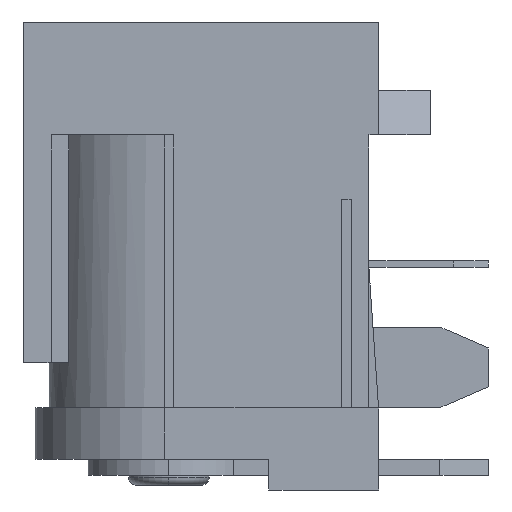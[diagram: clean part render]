
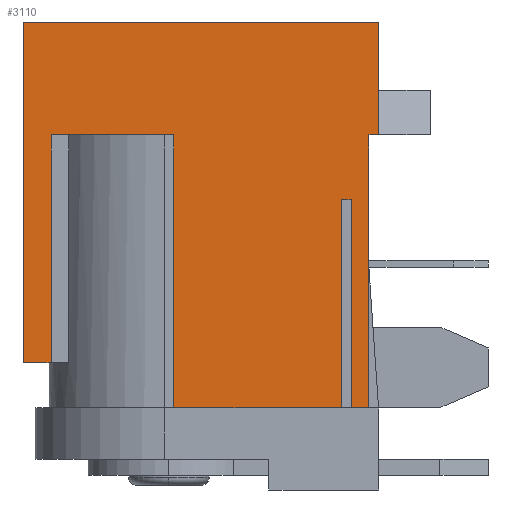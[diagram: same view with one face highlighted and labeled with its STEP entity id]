
A CAD part, left-side view. The second image highlights one B-rep face of the part: STEP entity #3110.
In plain terms, the highlighted planar face has unit normal (-1, 0, 0).
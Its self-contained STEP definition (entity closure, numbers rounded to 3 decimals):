
#173 = VECTOR ( 'NONE', #3699, 1000. ) ;
#224 = DIRECTION ( 'NONE',  ( 0., 0., 1. ) ) ;
#273 = EDGE_CURVE ( 'NONE', #2340, #5108, #4411, .T. ) ;
#326 = VECTOR ( 'NONE', #5230, 1000. ) ;
#354 = DIRECTION ( 'NONE',  ( 0., 0., -1. ) ) ;
#364 = ORIENTED_EDGE ( 'NONE', *, *, #2552, .F. ) ;
#407 = VECTOR ( 'NONE', #1002, 1000. ) ;
#411 = VERTEX_POINT ( 'NONE', #2883 ) ;
#493 = EDGE_CURVE ( 'NONE', #2376, #515, #3060, .T. ) ;
#515 = VERTEX_POINT ( 'NONE', #5746 ) ;
#720 = CARTESIAN_POINT ( 'NONE',  ( -4.5, 0.85, -11.95 ) ) ;
#730 = EDGE_CURVE ( 'NONE', #4919, #4125, #3814, .T. ) ;
#751 = CARTESIAN_POINT ( 'NONE',  ( -4.5, 11., 0. ) ) ;
#774 = VECTOR ( 'NONE', #843, 1000. ) ;
#843 = DIRECTION ( 'NONE',  ( 0., -1., 0. ) ) ;
#851 = VECTOR ( 'NONE', #1601, 1000. ) ;
#871 = VERTEX_POINT ( 'NONE', #4450 ) ;
#1002 = DIRECTION ( 'NONE',  ( 0., -1., 0. ) ) ;
#1021 = LINE ( 'NONE', #2004, #1580 ) ;
#1025 = PLANE ( 'NONE',  #2504 ) ;
#1027 = CARTESIAN_POINT ( 'NONE',  ( -4.5, 11., -10.55 ) ) ;
#1123 = CARTESIAN_POINT ( 'NONE',  ( -4.5, 0.85, -11.95 ) ) ;
#1165 = CARTESIAN_POINT ( 'NONE',  ( -4.5, 0.85, -5.5 ) ) ;
#1180 = LINE ( 'NONE', #5424, #407 ) ;
#1232 = LINE ( 'NONE', #2155, #326 ) ;
#1264 = CARTESIAN_POINT ( 'NONE',  ( -4.5, 6.35, 9.005 ) ) ;
#1346 = LINE ( 'NONE', #5032, #173 ) ;
#1385 = ORIENTED_EDGE ( 'NONE', *, *, #730, .F. ) ;
#1404 = ORIENTED_EDGE ( 'NONE', *, *, #5134, .F. ) ;
#1482 = DIRECTION ( 'NONE',  ( -1., 0., 0. ) ) ;
#1492 = EDGE_CURVE ( 'NONE', #5108, #4863, #5142, .T. ) ;
#1518 = ORIENTED_EDGE ( 'NONE', *, *, #493, .T. ) ;
#1580 = VECTOR ( 'NONE', #2497, 1000. ) ;
#1601 = DIRECTION ( 'NONE',  ( 0., -1., 0. ) ) ;
#1737 = ORIENTED_EDGE ( 'NONE', *, *, #1492, .F. ) ;
#1819 = VECTOR ( 'NONE', #2638, 1000. ) ;
#1993 = LINE ( 'NONE', #2823, #4883 ) ;
#2004 = CARTESIAN_POINT ( 'NONE',  ( -4.5, 0., -3.5 ) ) ;
#2039 = LINE ( 'NONE', #4161, #851 ) ;
#2071 = EDGE_CURVE ( 'NONE', #4863, #515, #1232, .T. ) ;
#2151 = ORIENTED_EDGE ( 'NONE', *, *, #3199, .F. ) ;
#2155 = CARTESIAN_POINT ( 'NONE',  ( -4.5, 0., 0. ) ) ;
#2195 = ORIENTED_EDGE ( 'NONE', *, *, #3523, .T. ) ;
#2235 = CARTESIAN_POINT ( 'NONE',  ( -4.5, 11., -11.95 ) ) ;
#2340 = VERTEX_POINT ( 'NONE', #5384 ) ;
#2368 = DIRECTION ( 'NONE',  ( 0., 0., -1. ) ) ;
#2376 = VERTEX_POINT ( 'NONE', #4498 ) ;
#2425 = LINE ( 'NONE', #1264, #3798 ) ;
#2441 = EDGE_CURVE ( 'NONE', #411, #4564, #1180, .T. ) ;
#2471 = CARTESIAN_POINT ( 'NONE',  ( -4.5, 6.35, -3.5 ) ) ;
#2497 = DIRECTION ( 'NONE',  ( 0., -1., 0. ) ) ;
#2504 = AXIS2_PLACEMENT_3D ( 'NONE', #4526, #1482, #3245 ) ;
#2515 = ORIENTED_EDGE ( 'NONE', *, *, #4819, .T. ) ;
#2552 = EDGE_CURVE ( 'NONE', #871, #4564, #3791, .T. ) ;
#2574 = CARTESIAN_POINT ( 'NONE',  ( -4.5, 0.3, 9.005 ) ) ;
#2638 = DIRECTION ( 'NONE',  ( 0., 0., 1. ) ) ;
#2641 = VECTOR ( 'NONE', #2735, 1000. ) ;
#2677 = CARTESIAN_POINT ( 'NONE',  ( -4.5, 0.3, -3.5 ) ) ;
#2707 = ORIENTED_EDGE ( 'NONE', *, *, #5100, .F. ) ;
#2735 = DIRECTION ( 'NONE',  ( 0., 1., 0. ) ) ;
#2823 = CARTESIAN_POINT ( 'NONE',  ( -4.5, 10.15, 9.005 ) ) ;
#2824 = EDGE_CURVE ( 'NONE', #4919, #2376, #1021, .T. ) ;
#2878 = LINE ( 'NONE', #720, #3083 ) ;
#2883 = CARTESIAN_POINT ( 'NONE',  ( -4.5, 6.35, -11.95 ) ) ;
#2965 = VECTOR ( 'NONE', #2368, 1000. ) ;
#3060 = LINE ( 'NONE', #4027, #5207 ) ;
#3083 = VECTOR ( 'NONE', #224, 1000. ) ;
#3110 = ADVANCED_FACE ( 'NONE', ( #3979 ), #1025, .T. ) ;
#3199 = EDGE_CURVE ( 'NONE', #3255, #3322, #2878, .T. ) ;
#3245 = DIRECTION ( 'NONE',  ( 0., 0., 1. ) ) ;
#3246 = DIRECTION ( 'NONE',  ( 0., 0., -1. ) ) ;
#3255 = VERTEX_POINT ( 'NONE', #1123 ) ;
#3289 = VERTEX_POINT ( 'NONE', #2471 ) ;
#3322 = VERTEX_POINT ( 'NONE', #1165 ) ;
#3385 = VERTEX_POINT ( 'NONE', #5136 ) ;
#3523 = EDGE_CURVE ( 'NONE', #3255, #4125, #5264, .T. ) ;
#3610 = CARTESIAN_POINT ( 'NONE',  ( -4.5, 11., -10.55 ) ) ;
#3699 = DIRECTION ( 'NONE',  ( 0., 1., 0. ) ) ;
#3791 = LINE ( 'NONE', #5442, #2965 ) ;
#3798 = VECTOR ( 'NONE', #5355, 1000. ) ;
#3809 = CARTESIAN_POINT ( 'NONE',  ( -4.5, 1.15, -11.95 ) ) ;
#3814 = LINE ( 'NONE', #2574, #4637 ) ;
#3911 = CARTESIAN_POINT ( 'NONE',  ( -4.5, 0.3, -11.95 ) ) ;
#3949 = ORIENTED_EDGE ( 'NONE', *, *, #273, .F. ) ;
#3979 = FACE_OUTER_BOUND ( 'NONE', #5022, .T. ) ;
#4027 = CARTESIAN_POINT ( 'NONE',  ( -4.5, 0., -11.95 ) ) ;
#4125 = VERTEX_POINT ( 'NONE', #3911 ) ;
#4161 = CARTESIAN_POINT ( 'NONE',  ( -4.5, 10.15, -3.5 ) ) ;
#4236 = EDGE_CURVE ( 'NONE', #3289, #411, #2425, .T. ) ;
#4411 = LINE ( 'NONE', #3610, #2641 ) ;
#4450 = CARTESIAN_POINT ( 'NONE',  ( -4.5, 1.15, -5.5 ) ) ;
#4498 = CARTESIAN_POINT ( 'NONE',  ( -4.5, 0., -3.5 ) ) ;
#4526 = CARTESIAN_POINT ( 'NONE',  ( -4.5, 0., -11.95 ) ) ;
#4564 = VERTEX_POINT ( 'NONE', #3809 ) ;
#4637 = VECTOR ( 'NONE', #354, 1000. ) ;
#4675 = ORIENTED_EDGE ( 'NONE', *, *, #2441, .T. ) ;
#4819 = EDGE_CURVE ( 'NONE', #3385, #3289, #2039, .T. ) ;
#4863 = VERTEX_POINT ( 'NONE', #751 ) ;
#4883 = VECTOR ( 'NONE', #3246, 1000. ) ;
#4919 = VERTEX_POINT ( 'NONE', #2677 ) ;
#4923 = DIRECTION ( 'NONE',  ( 0., 0., 1. ) ) ;
#5022 = EDGE_LOOP ( 'NONE', ( #364, #1404, #2151, #2195, #1385, #5530, #1518, #5567, #1737, #3949, #2707, #2515, #5175, #4675 ) ) ;
#5032 = CARTESIAN_POINT ( 'NONE',  ( -4.5, 1.15, -5.5 ) ) ;
#5100 = EDGE_CURVE ( 'NONE', #3385, #2340, #1993, .T. ) ;
#5108 = VERTEX_POINT ( 'NONE', #1027 ) ;
#5134 = EDGE_CURVE ( 'NONE', #3322, #871, #1346, .T. ) ;
#5136 = CARTESIAN_POINT ( 'NONE',  ( -4.5, 10.15, -3.5 ) ) ;
#5142 = LINE ( 'NONE', #2235, #1819 ) ;
#5175 = ORIENTED_EDGE ( 'NONE', *, *, #4236, .T. ) ;
#5207 = VECTOR ( 'NONE', #4923, 1000. ) ;
#5230 = DIRECTION ( 'NONE',  ( 0., -1., 0. ) ) ;
#5264 = LINE ( 'NONE', #5712, #774 ) ;
#5355 = DIRECTION ( 'NONE',  ( 0., 0., -1. ) ) ;
#5384 = CARTESIAN_POINT ( 'NONE',  ( -4.5, 10.15, -10.55 ) ) ;
#5424 = CARTESIAN_POINT ( 'NONE',  ( -4.5, 0., -11.95 ) ) ;
#5442 = CARTESIAN_POINT ( 'NONE',  ( -4.5, 1.15, -11.95 ) ) ;
#5530 = ORIENTED_EDGE ( 'NONE', *, *, #2824, .T. ) ;
#5567 = ORIENTED_EDGE ( 'NONE', *, *, #2071, .F. ) ;
#5712 = CARTESIAN_POINT ( 'NONE',  ( -4.5, 0., -11.95 ) ) ;
#5746 = CARTESIAN_POINT ( 'NONE',  ( -4.5, 0., 0. ) ) ;
